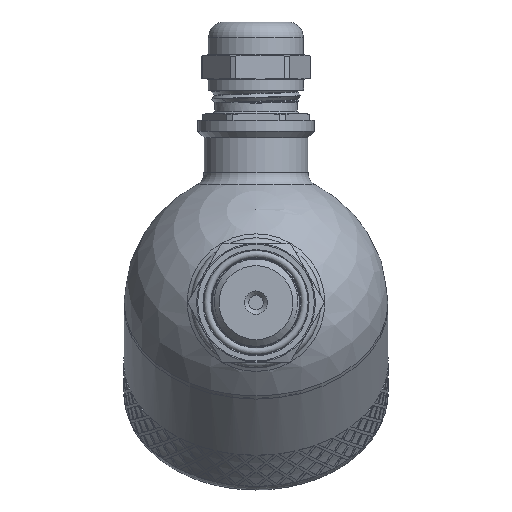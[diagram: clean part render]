
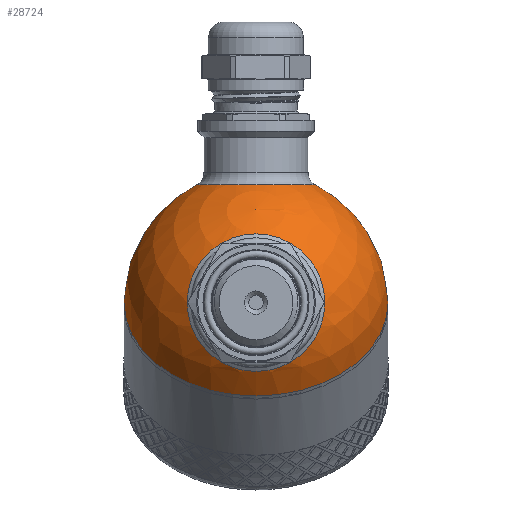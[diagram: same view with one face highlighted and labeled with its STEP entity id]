
A CAD part, left-side view. The second image highlights one B-rep face of the part: STEP entity #28724.
In plain terms, the highlighted spherical face has radius 30 mm.
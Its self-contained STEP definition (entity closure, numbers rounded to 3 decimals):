
#145=SPHERICAL_SURFACE('',#30543,30.);
#1423=FACE_BOUND('',#4201,.T.);
#1424=FACE_BOUND('',#4202,.T.);
#2356=FACE_OUTER_BOUND('',#4200,.T.);
#4200=EDGE_LOOP('',(#20694,#20695,#20696,#20697));
#4201=EDGE_LOOP('',(#20698));
#4202=EDGE_LOOP('',(#20699));
#5952=CIRCLE('',#30465,30.);
#5953=CIRCLE('',#30466,30.);
#5980=CIRCLE('',#30539,13.5);
#5983=CIRCLE('',#30544,30.);
#5984=CIRCLE('',#30545,15.643);
#11328=VERTEX_POINT('',#38191);
#11329=VERTEX_POINT('',#38193);
#11828=VERTEX_POINT('',#44580);
#11830=VERTEX_POINT('',#44587);
#11831=VERTEX_POINT('',#44589);
#14419=EDGE_CURVE('',#11328,#11329,#5952,.T.);
#14420=EDGE_CURVE('',#11329,#11328,#5953,.T.);
#15171=EDGE_CURVE('',#11828,#11828,#5980,.T.);
#15174=EDGE_CURVE('',#11329,#11830,#5983,.T.);
#15175=EDGE_CURVE('',#11831,#11831,#5984,.T.);
#20694=ORIENTED_EDGE('',*,*,#14420,.F.);
#20695=ORIENTED_EDGE('',*,*,#15174,.T.);
#20696=ORIENTED_EDGE('',*,*,#15174,.F.);
#20697=ORIENTED_EDGE('',*,*,#14419,.F.);
#20698=ORIENTED_EDGE('',*,*,#15175,.F.);
#20699=ORIENTED_EDGE('',*,*,#15171,.F.);
#28724=ADVANCED_FACE('',(#2356,#1423,#1424),#145,.T.);
#30465=AXIS2_PLACEMENT_3D('',#38194,#32118,#32119);
#30466=AXIS2_PLACEMENT_3D('',#38195,#32120,#32121);
#30539=AXIS2_PLACEMENT_3D('',#44581,#32530,#32531);
#30543=AXIS2_PLACEMENT_3D('',#44586,#32538,#32539);
#30544=AXIS2_PLACEMENT_3D('',#44588,#32540,#32541);
#30545=AXIS2_PLACEMENT_3D('',#44590,#32542,#32543);
#32118=DIRECTION('center_axis',(1.,0.,0.));
#32119=DIRECTION('ref_axis',(0.,1.,0.));
#32120=DIRECTION('center_axis',(1.,0.,0.));
#32121=DIRECTION('ref_axis',(0.,1.,0.));
#32530=DIRECTION('center_axis',(-0.707,0.,-0.707));
#32531=DIRECTION('ref_axis',(-0.707,0.,0.707));
#32538=DIRECTION('center_axis',(1.,0.,0.));
#32539=DIRECTION('ref_axis',(0.,-1.,0.));
#32540=DIRECTION('center_axis',(0.,0.,1.));
#32541=DIRECTION('ref_axis',(0.,1.,0.));
#32542=DIRECTION('center_axis',(-0.707,0.,0.707));
#32543=DIRECTION('ref_axis',(0.707,0.,0.707));
#38191=CARTESIAN_POINT('',(0.,-30.,0.));
#38193=CARTESIAN_POINT('',(0.,30.,0.));
#38194=CARTESIAN_POINT('Origin',(0.,0.,0.));
#38195=CARTESIAN_POINT('Origin',(0.,0.,0.));
#44580=CARTESIAN_POINT('',(-9.398,0.,-28.49));
#44581=CARTESIAN_POINT('Origin',(-18.944,0.,-18.944));
#44586=CARTESIAN_POINT('Origin',(0.,0.,0.));
#44587=CARTESIAN_POINT('',(-30.,0.,0.));
#44588=CARTESIAN_POINT('Origin',(0.,0.,0.));
#44589=CARTESIAN_POINT('',(-29.162,0.,7.04));
#44590=CARTESIAN_POINT('Origin',(-18.101,0.,18.101));
